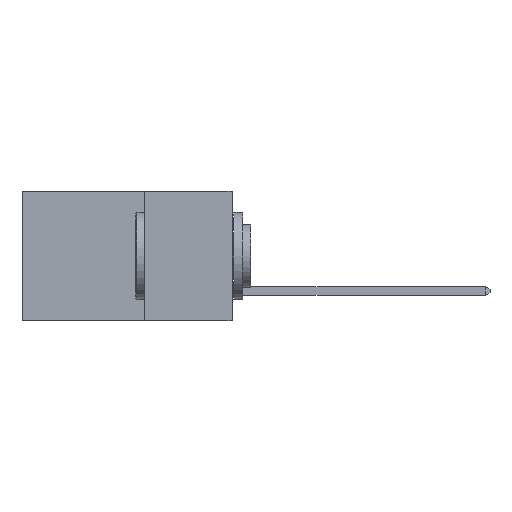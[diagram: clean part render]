
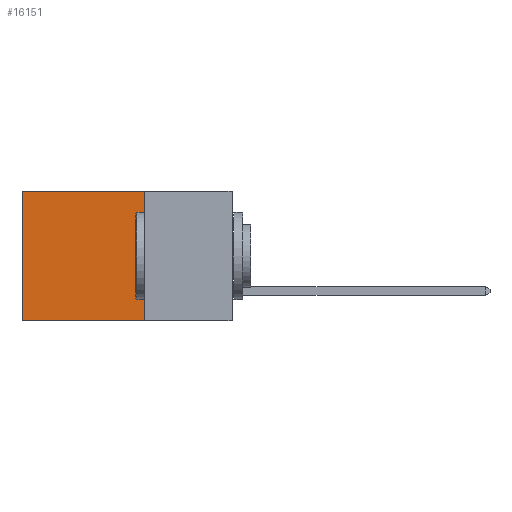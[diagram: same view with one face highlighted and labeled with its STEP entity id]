
A CAD part, left-side view. The second image highlights one B-rep face of the part: STEP entity #16151.
In plain terms, the highlighted planar face has unit normal (-1, 0, 0).
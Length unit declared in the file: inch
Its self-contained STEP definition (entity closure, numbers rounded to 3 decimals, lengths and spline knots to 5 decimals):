
#1107 = DIRECTION ( 'NONE',  ( 0., 0., -1. ) ) ;
#2458 = EDGE_LOOP ( 'NONE', ( #19070, #18138, #2504, #23354 ) ) ;
#2504 = ORIENTED_EDGE ( 'NONE', *, *, #21700, .F. ) ;
#2522 = VECTOR ( 'NONE', #15847, 39.37008 ) ;
#2820 = CARTESIAN_POINT ( 'NONE',  ( 0.2875, 0.6, 0. ) ) ;
#3201 = PLANE ( 'NONE',  #20214 ) ;
#5253 = CARTESIAN_POINT ( 'NONE',  ( 0.2875, 0.25, -0.37 ) ) ;
#7482 = CARTESIAN_POINT ( 'NONE',  ( 0.2875, 0.25, 0. ) ) ;
#7795 = DIRECTION ( 'NONE',  ( 0., 1., 0. ) ) ;
#7819 = CARTESIAN_POINT ( 'NONE',  ( 0.2875, 0.6, -0.37 ) ) ;
#8172 = EDGE_CURVE ( 'NONE', #15164, #25076, #11616, .T. ) ;
#8308 = LINE ( 'NONE', #2820, #2522 ) ;
#8862 = VERTEX_POINT ( 'NONE', #18325 ) ;
#11616 = LINE ( 'NONE', #5253, #22453 ) ;
#14139 = DIRECTION ( 'NONE',  ( 1., 0., 0. ) ) ;
#15078 = VECTOR ( 'NONE', #17815, 39.37008 ) ;
#15164 = VERTEX_POINT ( 'NONE', #18140 ) ;
#15518 = VECTOR ( 'NONE', #7795, 39.37008 ) ;
#15847 = DIRECTION ( 'NONE',  ( 0., 0., -1. ) ) ;
#16151 = ADVANCED_FACE ( 'NONE', ( #24991 ), #3201, .F. ) ;
#16479 = CARTESIAN_POINT ( 'NONE',  ( 0.2875, 0.25, 0. ) ) ;
#17815 = DIRECTION ( 'NONE',  ( 0., 0., -1. ) ) ;
#18138 = ORIENTED_EDGE ( 'NONE', *, *, #8172, .F. ) ;
#18140 = CARTESIAN_POINT ( 'NONE',  ( 0.2875, 0.25, -0.37 ) ) ;
#18263 = DIRECTION ( 'NONE',  ( 0., 1., 0. ) ) ;
#18325 = CARTESIAN_POINT ( 'NONE',  ( 0.2875, 0.6, 0. ) ) ;
#18629 = CARTESIAN_POINT ( 'NONE',  ( 0.2875, 0.25, 0. ) ) ;
#19070 = ORIENTED_EDGE ( 'NONE', *, *, #21114, .T. ) ;
#20214 = AXIS2_PLACEMENT_3D ( 'NONE', #7482, #14139, #1107 ) ;
#21114 = EDGE_CURVE ( 'NONE', #8862, #25076, #8308, .T. ) ;
#21484 = LINE ( 'NONE', #24102, #15078 ) ;
#21700 = EDGE_CURVE ( 'NONE', #21893, #15164, #21484, .T. ) ;
#21893 = VERTEX_POINT ( 'NONE', #16479 ) ;
#21934 = LINE ( 'NONE', #18629, #15518 ) ;
#22453 = VECTOR ( 'NONE', #18263, 39.37008 ) ;
#23354 = ORIENTED_EDGE ( 'NONE', *, *, #27513, .T. ) ;
#24102 = CARTESIAN_POINT ( 'NONE',  ( 0.2875, 0.25, 0. ) ) ;
#24991 = FACE_OUTER_BOUND ( 'NONE', #2458, .T. ) ;
#25076 = VERTEX_POINT ( 'NONE', #7819 ) ;
#27513 = EDGE_CURVE ( 'NONE', #21893, #8862, #21934, .T. ) ;
